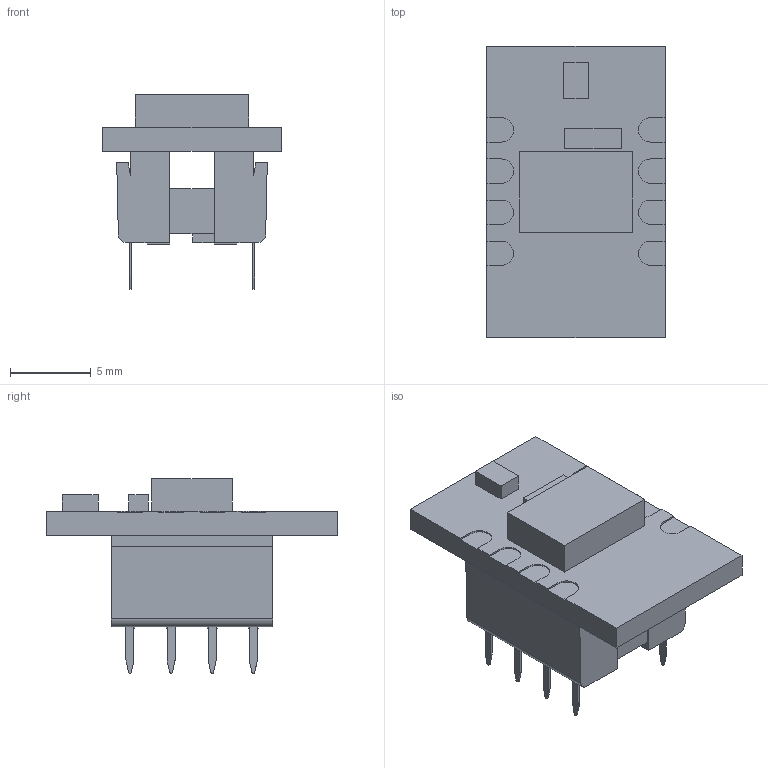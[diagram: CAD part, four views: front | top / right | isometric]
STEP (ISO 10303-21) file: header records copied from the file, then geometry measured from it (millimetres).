
FILE_DESCRIPTION(/* description */ (''),/* implementation_level */ '2;1');
FILE_NAME(/* name */ 'DIP8N socket.stp',/* time_stamp */ '2025-02-20T15:07:38+09:00',/* author */ ('hibik'),/* organization */ (''),/* preprocessor_version */ 'ST-DEVELOPER v20',/* originating_system */ 'Autodesk Inventor 2024',/* authorisation */ '');
FILE_SCHEMA (('AUTOMOTIVE_DESIGN { 1 0 10303 214 3 1 1 }'));
Length unit declared in the file: millimetre
Products named in the file (1): DIP8N socket
Bounding box: 11 x 18 x 12.02 mm (x, y, z)
Volume: 669.2 mm3; surface area: 1388.9 mm2
Topology: 1 solids, 1 shells, 965 faces, 2330 edges, 1372 vertices
Faces by surface type: plane 714, cylinder 211, bspline 40
Entity records: 38922 total; most frequent: CARTESIAN_POINT 16372, ORIENTED_EDGE 4660, DIRECTION 4524, EDGE_CURVE 2330, LINE 1812, VECTOR 1812, VERTEX_POINT 1372, AXIS2_PLACEMENT_3D 1356
